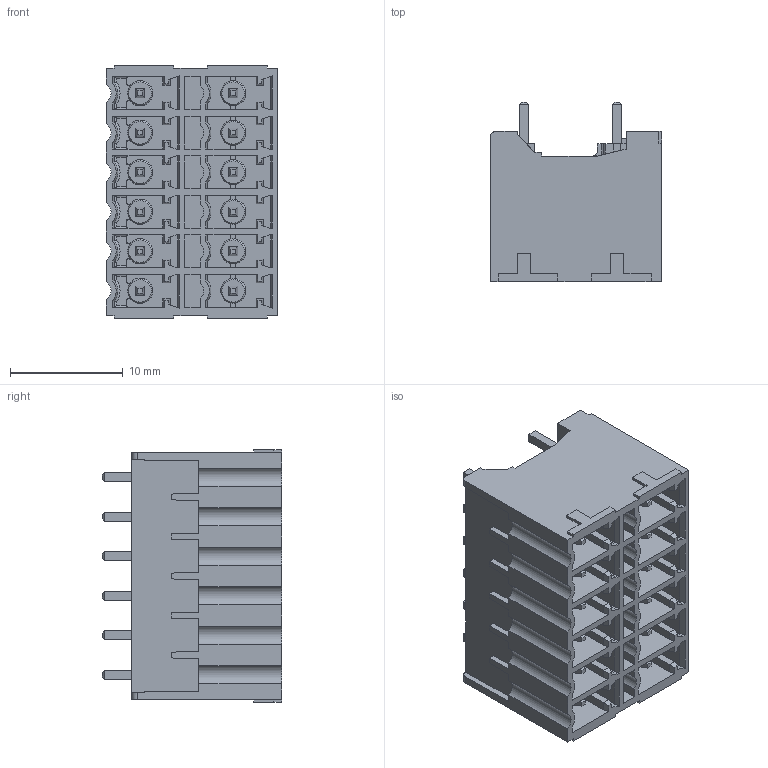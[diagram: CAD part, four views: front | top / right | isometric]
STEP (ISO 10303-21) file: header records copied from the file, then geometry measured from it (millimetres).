
FILE_DESCRIPTION((''),'2;1');
FILE_NAME('TLPHDC-007V-14P-X','2021-11-18T',('sj'),(''),'PRO/ENGINEER BY PARAMETRIC TECHNOLOGY CORPORATION, 2013240','PRO/ENGINEER BY PARAMETRIC TECHNOLOGY CORPORATION, 2013240','');
FILE_SCHEMA(('AUTOMOTIVE_DESIGN_CC2 { 1 2 10303 214 -1 1 5 2 }'));
Length unit declared in the file: millimetre
Products named in the file (1): TLPHDC-007V-14P-X
Bounding box: 15.2 x 15.9 x 22.4 mm (x, y, z)
Volume: 2614.9 mm3; surface area: 4247.2 mm2
Topology: 1 solids, 1 shells, 1236 faces, 3378 edges, 2186 vertices
Faces by surface type: plane 994, cylinder 134, cone 90, bspline 12, torus 6
Entity records: 39218 total; most frequent: CARTESIAN_POINT 8230, ORIENTED_EDGE 6756, DIRECTION 5898, EDGE_CURVE 3378, VECTOR 2798, LINE 2798, VERTEX_POINT 2186, AXIS2_PLACEMENT_3D 1550
